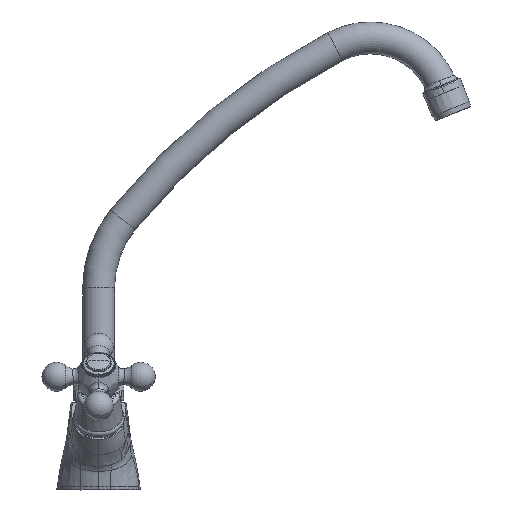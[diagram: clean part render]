
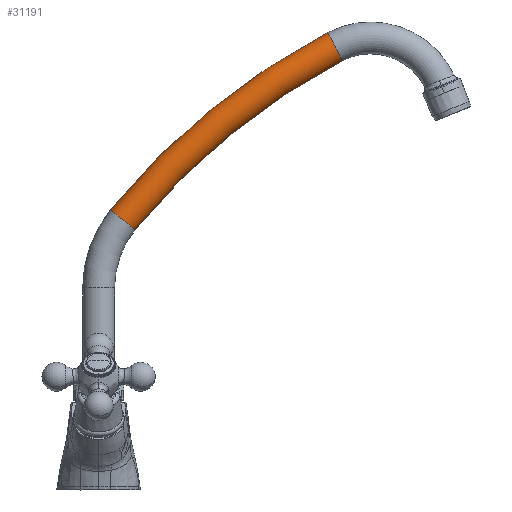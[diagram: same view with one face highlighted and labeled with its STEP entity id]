
A CAD part, left-side view. The second image highlights one B-rep face of the part: STEP entity #31191.
In plain terms, the highlighted toroidal (fillet/blend) face has major radius 9758.68 mm and minor radius 228.6 mm.
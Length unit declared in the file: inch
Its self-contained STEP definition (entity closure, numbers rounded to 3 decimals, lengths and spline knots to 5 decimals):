
#30451=CARTESIAN_POINT('',(311.5163,0.,139.20534));
#30452=DIRECTION('',(0.,1.,0.));
#30453=DIRECTION('',(-0.463,0.,-0.886));
#30454=AXIS2_PLACEMENT_3D('',#30451,#30452,#30453);
#30456=CARTESIAN_POINT('',(133.67649,0.,-201.3569));
#30457=DIRECTION('',(-0.886,0.,0.463));
#30458=DIRECTION('',(0.463,0.,0.886));
#30459=AXIS2_PLACEMENT_3D('',#30456,#30457,#30458);
#30461=CARTESIAN_POINT('',(311.5163,0.,139.20534));
#30462=DIRECTION('',(0.,1.,0.));
#30463=DIRECTION('',(-0.463,0.,-0.886));
#30464=AXIS2_PLACEMENT_3D('',#30461,#30462,#30463);
#30466=CARTESIAN_POINT('',(13.71815,0.,-103.54123));
#30467=DIRECTION('',(-0.632,0.,0.775));
#30468=DIRECTION('',(0.775,0.,0.632));
#30469=AXIS2_PLACEMENT_3D('',#30466,#30467,#30468);
#30514=CARTESIAN_POINT('',(137.84244,0.,-193.37913));
#30515=CARTESIAN_POINT('',(129.51054,0.,-209.33467));
#30516=VERTEX_POINT('',#30514);
#30517=VERTEX_POINT('',#30515);
#30518=CARTESIAN_POINT('',(20.69416,0.,-97.85482));
#30519=CARTESIAN_POINT('',(6.74214,0.,-109.22764));
#30520=VERTEX_POINT('',#30518);
#30521=VERTEX_POINT('',#30519);
#31179=CARTESIAN_POINT('',(311.5163,0.,139.20534));
#31180=DIRECTION('',(0.,1.,0.));
#31181=DIRECTION('',(0.463,0.,0.886));
#31182=AXIS2_PLACEMENT_3D('',#31179,#31180,#31181);
#31183=TOROIDAL_SURFACE('',#31182,384.2,9.);
#31184=ORIENTED_EDGE('',*,*,#30555,.F.);
#31185=ORIENTED_EDGE('',*,*,#31174,.T.);
#31187=ORIENTED_EDGE('',*,*,#31186,.T.);
#31188=ORIENTED_EDGE('',*,*,#31170,.F.);
#31189=EDGE_LOOP('',(#31184,#31185,#31187,#31188));
#31190=FACE_OUTER_BOUND('',#31189,.F.);
#31191=ADVANCED_FACE('',(#31190),#31183,.T.);
#30455=CIRCLE('',#30454,393.2);
#30460=CIRCLE('',#30459,9.);
#30465=CIRCLE('',#30464,375.2);
#30470=CIRCLE('',#30469,9.);
#30555=EDGE_CURVE('',#30516,#30517,#30460,.T.);
#31170=EDGE_CURVE('',#30517,#30521,#30455,.T.);
#31174=EDGE_CURVE('',#30516,#30520,#30465,.T.);
#31186=EDGE_CURVE('',#30520,#30521,#30470,.T.);
